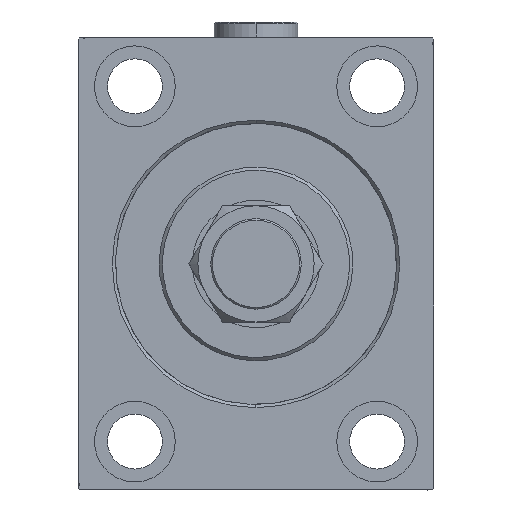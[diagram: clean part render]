
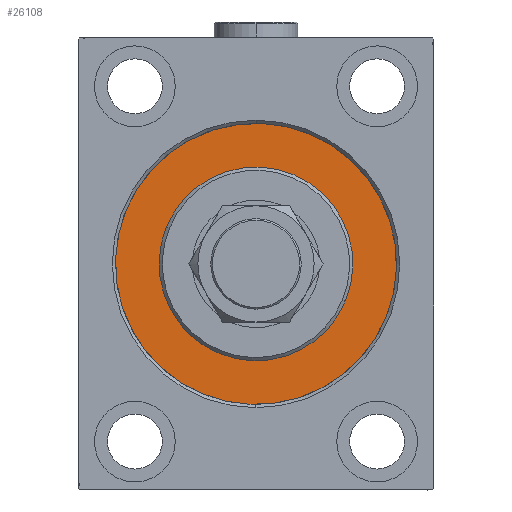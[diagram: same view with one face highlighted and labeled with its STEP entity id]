
A CAD part, left-side view. The second image highlights one B-rep face of the part: STEP entity #26108.
In plain terms, the highlighted face is planar.
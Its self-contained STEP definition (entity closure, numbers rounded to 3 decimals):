
#843 = ORIENTED_EDGE ( 'NONE', *, *, #25168, .F. ) ;
#1646 = ORIENTED_EDGE ( 'NONE', *, *, #29628, .F. ) ;
#1739 = AXIS2_PLACEMENT_3D ( 'NONE', #32074, #24279, #31394 ) ;
#2662 = FACE_BOUND ( 'NONE', #41205, .T. ) ;
#3265 = DIRECTION ( 'NONE',  ( 0., 0., -1. ) ) ;
#3344 = CARTESIAN_POINT ( 'NONE',  ( 0., 0., 0. ) ) ;
#7003 = CIRCLE ( 'NONE', #41817, 30. ) ;
#8067 = ORIENTED_EDGE ( 'NONE', *, *, #25822, .F. ) ;
#8359 = CARTESIAN_POINT ( 'NONE',  ( 0., 0., -43.5 ) ) ;
#8683 = AXIS2_PLACEMENT_3D ( 'NONE', #17728, #24367, #3265 ) ;
#9440 = CIRCLE ( 'NONE', #8683, 30. ) ;
#9832 = ORIENTED_EDGE ( 'NONE', *, *, #42571, .F. ) ;
#10023 = DIRECTION ( 'NONE',  ( -1., 0., 0. ) ) ;
#10743 = DIRECTION ( 'NONE',  ( 0., 0., 1. ) ) ;
#12848 = CARTESIAN_POINT ( 'NONE',  ( 0., 0., 0. ) ) ;
#15264 = VERTEX_POINT ( 'NONE', #29056 ) ;
#17728 = CARTESIAN_POINT ( 'NONE',  ( 0., 0., 0. ) ) ;
#20899 = FACE_OUTER_BOUND ( 'NONE', #30937, .T. ) ;
#23735 = DIRECTION ( 'NONE',  ( 0., 0., -1. ) ) ;
#23986 = DIRECTION ( 'NONE',  ( 0., 0., 1. ) ) ;
#24279 = DIRECTION ( 'NONE',  ( -1., 0., 0. ) ) ;
#24367 = DIRECTION ( 'NONE',  ( 1., 0., 0. ) ) ;
#24896 = PLANE ( 'NONE',  #33512 ) ;
#24950 = CARTESIAN_POINT ( 'NONE',  ( 0., 0., 0. ) ) ;
#25168 = EDGE_CURVE ( 'NONE', #41087, #15264, #7003, .T. ) ;
#25822 = EDGE_CURVE ( 'NONE', #31015, #44750, #45642, .T. ) ;
#26108 = ADVANCED_FACE ( 'NONE', ( #2662, #20899 ), #24896, .F. ) ;
#27051 = AXIS2_PLACEMENT_3D ( 'NONE', #24950, #43185, #10743 ) ;
#28284 = CARTESIAN_POINT ( 'NONE',  ( 0., 0., 43.5 ) ) ;
#29056 = CARTESIAN_POINT ( 'NONE',  ( 0., 0., 30. ) ) ;
#29628 = EDGE_CURVE ( 'NONE', #15264, #41087, #9440, .T. ) ;
#30937 = EDGE_LOOP ( 'NONE', ( #9832, #8067 ) ) ;
#31015 = VERTEX_POINT ( 'NONE', #28284 ) ;
#31394 = DIRECTION ( 'NONE',  ( 0., 0., 1. ) ) ;
#32074 = CARTESIAN_POINT ( 'NONE',  ( 0., 0., 0. ) ) ;
#32124 = CARTESIAN_POINT ( 'NONE',  ( 0., 0., -30. ) ) ;
#33512 = AXIS2_PLACEMENT_3D ( 'NONE', #3344, #10023, #23986 ) ;
#41087 = VERTEX_POINT ( 'NONE', #32124 ) ;
#41205 = EDGE_LOOP ( 'NONE', ( #1646, #843 ) ) ;
#41420 = CIRCLE ( 'NONE', #27051, 43.5 ) ;
#41749 = DIRECTION ( 'NONE',  ( 1., 0., 0. ) ) ;
#41817 = AXIS2_PLACEMENT_3D ( 'NONE', #12848, #41749, #23735 ) ;
#42571 = EDGE_CURVE ( 'NONE', #44750, #31015, #41420, .T. ) ;
#43185 = DIRECTION ( 'NONE',  ( -1., 0., 0. ) ) ;
#44750 = VERTEX_POINT ( 'NONE', #8359 ) ;
#45642 = CIRCLE ( 'NONE', #1739, 43.5 ) ;
